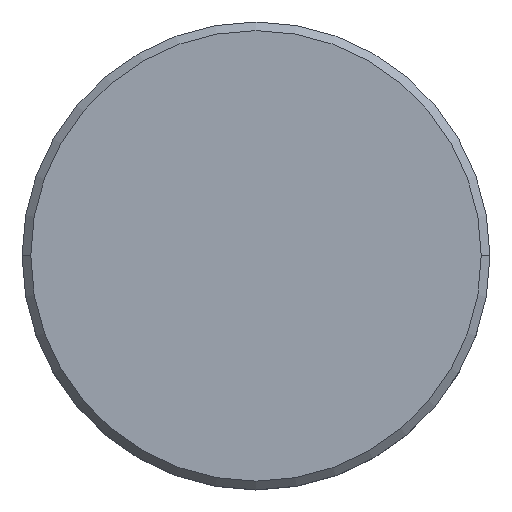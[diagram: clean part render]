
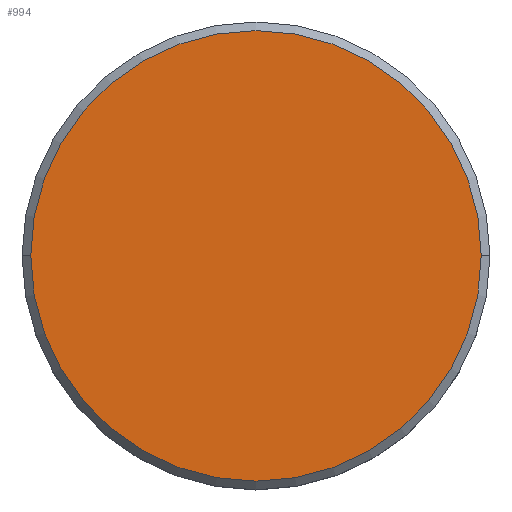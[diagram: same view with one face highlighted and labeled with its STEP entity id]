
A CAD part, top view. The second image highlights one B-rep face of the part: STEP entity #994.
In plain terms, the highlighted planar face has unit normal (0, 0, 1).
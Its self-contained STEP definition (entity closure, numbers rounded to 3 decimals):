
#7 = PLANE ( 'NONE',  #729 ) ;
#130 = DIRECTION ( 'NONE',  ( 0., 0., 1. ) ) ;
#166 = CIRCLE ( 'NONE', #624, 13. ) ;
#210 = CARTESIAN_POINT ( 'NONE',  ( 0., 0., 0. ) ) ;
#226 = VERTEX_POINT ( 'NONE', #272 ) ;
#233 = CIRCLE ( 'NONE', #367, 13. ) ;
#272 = CARTESIAN_POINT ( 'NONE',  ( -13., 0., 0. ) ) ;
#367 = AXIS2_PLACEMENT_3D ( 'NONE', #368, #1086, #996 ) ;
#368 = CARTESIAN_POINT ( 'NONE',  ( 0., 0., 0. ) ) ;
#379 = ORIENTED_EDGE ( 'NONE', *, *, #825, .T. ) ;
#557 = EDGE_CURVE ( 'NONE', #226, #1111, #166, .T. ) ;
#593 = EDGE_LOOP ( 'NONE', ( #673, #379 ) ) ;
#624 = AXIS2_PLACEMENT_3D ( 'NONE', #210, #130, #929 ) ;
#673 = ORIENTED_EDGE ( 'NONE', *, *, #557, .T. ) ;
#729 = AXIS2_PLACEMENT_3D ( 'NONE', #1014, #849, #1042 ) ;
#825 = EDGE_CURVE ( 'NONE', #1111, #226, #233, .T. ) ;
#849 = DIRECTION ( 'NONE',  ( 0., 0., 1. ) ) ;
#913 = CARTESIAN_POINT ( 'NONE',  ( 13., 0., 0. ) ) ;
#929 = DIRECTION ( 'NONE',  ( 1., 0., 0. ) ) ;
#968 = FACE_OUTER_BOUND ( 'NONE', #593, .T. ) ;
#994 = ADVANCED_FACE ( 'NONE', ( #968 ), #7, .T. ) ;
#996 = DIRECTION ( 'NONE',  ( 1., 0., 0. ) ) ;
#1014 = CARTESIAN_POINT ( 'NONE',  ( 0., 0., 0. ) ) ;
#1042 = DIRECTION ( 'NONE',  ( 1., 0., 0. ) ) ;
#1086 = DIRECTION ( 'NONE',  ( 0., 0., 1. ) ) ;
#1111 = VERTEX_POINT ( 'NONE', #913 ) ;
